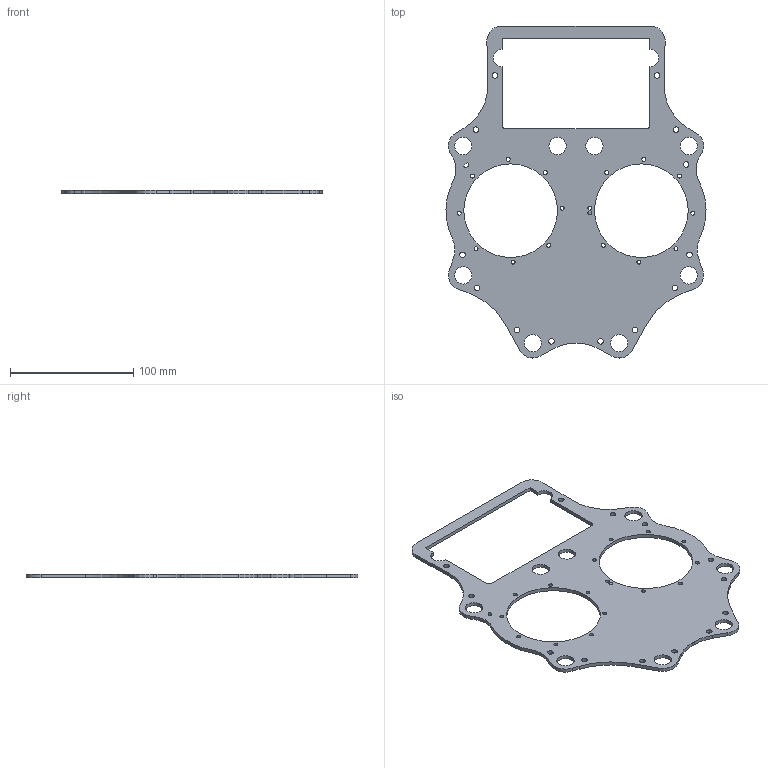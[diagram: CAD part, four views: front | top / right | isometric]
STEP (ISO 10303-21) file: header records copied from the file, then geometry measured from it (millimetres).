
FILE_DESCRIPTION(/* description */ (''),/* implementation_level */ '2;1');
FILE_NAME(/* name */ '2023.000.009 - Нервюра.stp',/* time_stamp */ '2023-11-01T20:46:07+03:00',/* author */ (''),/* organization */ (''),/* preprocessor_version */ 'ST-DEVELOPER v16.7',/* originating_system */ 'SIEMENS PLM Software NX 12.0',/* authorisation */ '');
FILE_SCHEMA (('AUTOMOTIVE_DESIGN { 1 0 10303 214 3 1 1 1 }'));
Length unit declared in the file: millimetre
Products named in the file (1): 2023.000.009 - Нервюра
Bounding box: 210.99 x 269.31 x 3 mm (x, y, z)
Volume: 76098.6 mm3; surface area: 58076.5 mm2
Topology: 2 solids, 2 shells, 92 faces, 264 edges, 176 vertices
Faces by surface type: cylinder 66, plane 26
Full cylindrical faces by diameter (mm): 3.242 x17, 4.5 x13, 14 x8, 76 x2
Entity records: 3073 total; most frequent: DIRECTION 542, CARTESIAN_POINT 493, ORIENTED_EDGE 448, AXIS2_PLACEMENT_3D 225, EDGE_CURVE 224, EDGE_LOOP 214, VERTEX_POINT 176, FACE_BOUND 164
